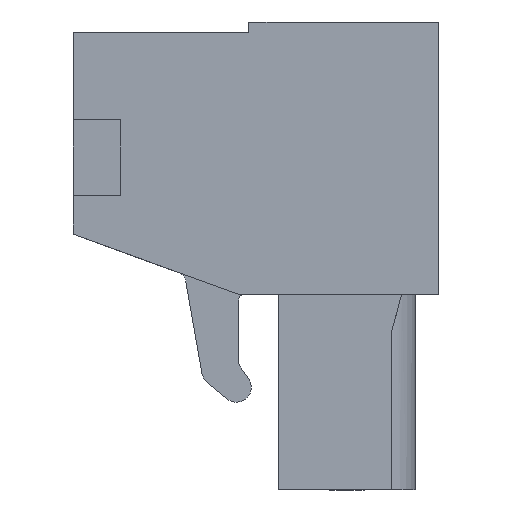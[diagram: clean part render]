
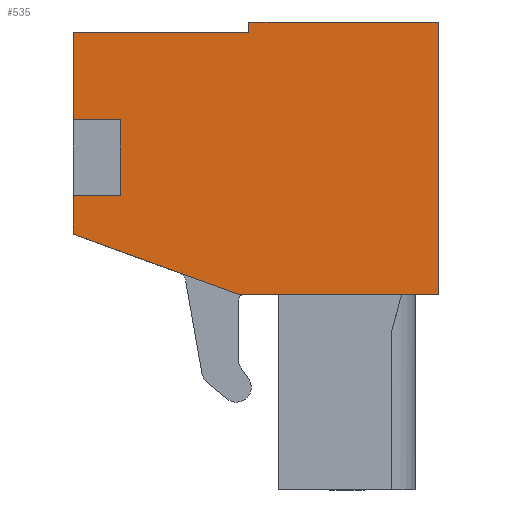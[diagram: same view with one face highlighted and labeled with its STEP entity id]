
A CAD part, left-side view. The second image highlights one B-rep face of the part: STEP entity #535.
In plain terms, the highlighted planar face has unit normal (-1, 0, 0).
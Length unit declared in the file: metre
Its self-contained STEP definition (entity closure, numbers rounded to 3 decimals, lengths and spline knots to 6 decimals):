
#535=ADVANCED_FACE('',(#1178),#1179,.T.);
#1178=FACE_OUTER_BOUND('',#1934,.T.);
#1179=PLANE('',#1935);
#1934=EDGE_LOOP('',(#3440,#3441,#3442,#3443,#3444,#3445,#3446,#3447,#3448,#3449,#3450));
#1935=AXIS2_PLACEMENT_3D('',#3451,#3452,#3453);
#3440=ORIENTED_EDGE('',*,*,#4891,.F.);
#3441=ORIENTED_EDGE('',*,*,#4889,.T.);
#3442=ORIENTED_EDGE('',*,*,#4892,.F.);
#3443=ORIENTED_EDGE('',*,*,#4893,.T.);
#3444=ORIENTED_EDGE('',*,*,#4894,.T.);
#3445=ORIENTED_EDGE('',*,*,#4895,.T.);
#3446=ORIENTED_EDGE('',*,*,#4896,.T.);
#3447=ORIENTED_EDGE('',*,*,#4897,.T.);
#3448=ORIENTED_EDGE('',*,*,#4525,.T.);
#3449=ORIENTED_EDGE('',*,*,#4898,.T.);
#3450=ORIENTED_EDGE('',*,*,#4899,.T.);
#3451=CARTESIAN_POINT('',(0.0381,0.0152,-0.008892));
#3452=DIRECTION('',(-1.0,0.,0.));
#3453=DIRECTION('',(0.,0.0,1.0));
#4525=EDGE_CURVE('',#5480,#5482,#5484,.T.);
#4889=EDGE_CURVE('',#6017,#6019,#6021,.T.);
#4891=EDGE_CURVE('',#6017,#6023,#6024,.T.);
#4892=EDGE_CURVE('',#6025,#6019,#6026,.T.);
#4893=EDGE_CURVE('',#6025,#6027,#6028,.T.);
#4894=EDGE_CURVE('',#6027,#6029,#6030,.T.);
#4895=EDGE_CURVE('',#6029,#6031,#6032,.T.);
#4896=EDGE_CURVE('',#6031,#6033,#6034,.T.);
#4897=EDGE_CURVE('',#6033,#5480,#6035,.T.);
#4898=EDGE_CURVE('',#5482,#6036,#6037,.T.);
#4899=EDGE_CURVE('',#6036,#6023,#6038,.T.);
#5480=VERTEX_POINT('',#6794);
#5482=VERTEX_POINT('',#6797);
#5484=LINE('',#6800,#6801);
#6017=VERTEX_POINT('',#7565);
#6019=VERTEX_POINT('',#7568);
#6021=LINE('',#7571,#7572);
#6023=VERTEX_POINT('',#7574);
#6024=LINE('',#7575,#7576);
#6025=VERTEX_POINT('',#7577);
#6026=LINE('',#7578,#7579);
#6027=VERTEX_POINT('',#7580);
#6028=LINE('',#7581,#7582);
#6029=VERTEX_POINT('',#7583);
#6030=LINE('',#7584,#7585);
#6031=VERTEX_POINT('',#7586);
#6032=LINE('',#7587,#7588);
#6033=VERTEX_POINT('',#7589);
#6034=LINE('',#7590,#7591);
#6035=LINE('',#7592,#7593);
#6036=VERTEX_POINT('',#7594);
#6037=LINE('',#7595,#7596);
#6038=LINE('',#7597,#7598);
#6794=CARTESIAN_POINT('',(0.0381,0.00805,0.));
#6797=CARTESIAN_POINT('',(0.0381,0.00805,-0.00045));
#6800=CARTESIAN_POINT('',(0.0381,0.00805,-0.00045));
#6801=VECTOR('',#8145,1.0);
#7565=CARTESIAN_POINT('',(0.0381,0.0135,-0.00415));
#7568=CARTESIAN_POINT('',(0.0381,0.0135,-0.00735));
#7571=CARTESIAN_POINT('',(0.0381,0.0135,-0.008892));
#7572=VECTOR('',#8515,1.0);
#7574=CARTESIAN_POINT('',(0.0381,0.0155,-0.00415));
#7575=CARTESIAN_POINT('',(0.0381,0.0152,-0.00415));
#7576=VECTOR('',#8516,1.0);
#7577=CARTESIAN_POINT('',(0.0381,0.0155,-0.00735));
#7578=CARTESIAN_POINT('',(0.0381,0.0152,-0.00735));
#7579=VECTOR('',#8517,1.0);
#7580=CARTESIAN_POINT('',(0.0381,0.0155,-0.009002));
#7581=CARTESIAN_POINT('',(0.0381,0.0155,-0.008892));
#7582=VECTOR('',#8518,1.0);
#7583=CARTESIAN_POINT('',(0.0381,0.0085,-0.01155));
#7584=CARTESIAN_POINT('',(0.0381,0.0085,-0.01155));
#7585=VECTOR('',#8519,1.0);
#7586=CARTESIAN_POINT('',(0.0381,0.0,-0.01155));
#7587=CARTESIAN_POINT('',(0.0381,0.0,-0.01155));
#7588=VECTOR('',#8520,1.0);
#7589=CARTESIAN_POINT('',(0.0381,0.0,0.));
#7590=CARTESIAN_POINT('',(0.0381,0.0,0.));
#7591=VECTOR('',#8521,1.0);
#7592=CARTESIAN_POINT('',(0.0381,0.00805,0.));
#7593=VECTOR('',#8522,1.0);
#7594=CARTESIAN_POINT('',(0.0381,0.0155,-0.00045));
#7595=CARTESIAN_POINT('',(0.0381,0.0155,-0.00045));
#7596=VECTOR('',#8523,1.0);
#7597=CARTESIAN_POINT('',(0.0381,0.0155,-0.008892));
#7598=VECTOR('',#8524,1.0);
#8145=DIRECTION('',(0.,0.,-1.0));
#8515=DIRECTION('',(0.,0.,-1.0));
#8516=DIRECTION('',(0.0,1.0,0.0));
#8517=DIRECTION('',(0.0,-1.0,0.0));
#8518=DIRECTION('',(0.,0.,-1.0));
#8519=DIRECTION('',(0.,-0.94,-0.342));
#8520=DIRECTION('',(0.,-1.0,0.));
#8521=DIRECTION('',(0.,0.,1.0));
#8522=DIRECTION('',(0.,1.0,0.));
#8523=DIRECTION('',(0.,1.0,0.));
#8524=DIRECTION('',(0.,0.,-1.0));
